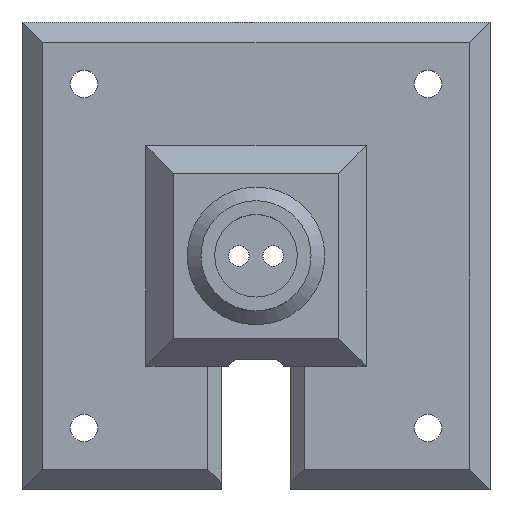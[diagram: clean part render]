
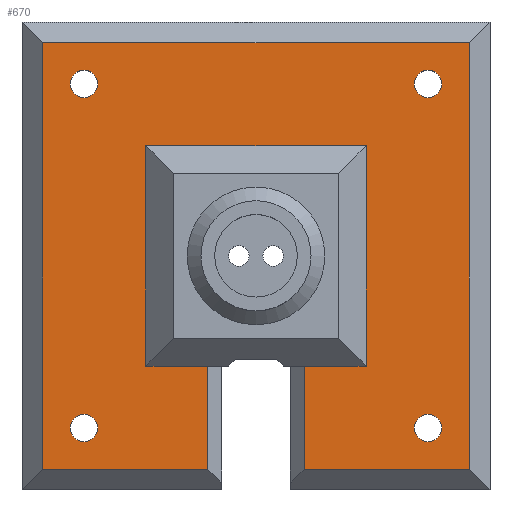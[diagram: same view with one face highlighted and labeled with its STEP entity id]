
A CAD part, top view. The second image highlights one B-rep face of the part: STEP entity #670.
In plain terms, the highlighted planar face has unit normal (0, 0, 1).
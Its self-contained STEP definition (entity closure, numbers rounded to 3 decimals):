
#27=FACE_BOUND('',#122,.T.);
#28=FACE_BOUND('',#123,.T.);
#29=FACE_BOUND('',#124,.T.);
#30=FACE_BOUND('',#125,.T.);
#53=CIRCLE('',#714,1.);
#54=CIRCLE('',#715,1.);
#55=CIRCLE('',#716,1.);
#56=CIRCLE('',#717,1.);
#84=FACE_OUTER_BOUND('',#121,.T.);
#121=EDGE_LOOP('',(#543,#544,#545,#546,#547,#548,#549,#550,#551,#552,#553,
#554));
#122=EDGE_LOOP('',(#555));
#123=EDGE_LOOP('',(#556));
#124=EDGE_LOOP('',(#557));
#125=EDGE_LOOP('',(#558));
#181=LINE('',#977,#251);
#186=LINE('',#987,#256);
#190=LINE('',#995,#260);
#192=LINE('',#998,#262);
#194=LINE('',#1001,#264);
#212=LINE('',#1039,#282);
#215=LINE('',#1044,#285);
#216=LINE('',#1047,#286);
#217=LINE('',#1049,#287);
#218=LINE('',#1051,#288);
#219=LINE('',#1053,#289);
#220=LINE('',#1054,#290);
#251=VECTOR('',#783,16.);
#256=VECTOR('',#790,4.5);
#260=VECTOR('',#794,4.5);
#262=VECTOR('',#798,16.);
#264=VECTOR('',#802,16.);
#282=VECTOR('',#840,7.5);
#285=VECTOR('',#845,7.5);
#286=VECTOR('',#848,12.);
#287=VECTOR('',#849,31.);
#288=VECTOR('',#850,31.);
#289=VECTOR('',#851,31.);
#290=VECTOR('',#852,12.);
#320=VERTEX_POINT('',#975);
#321=VERTEX_POINT('',#976);
#324=VERTEX_POINT('',#984);
#325=VERTEX_POINT('',#986);
#328=VERTEX_POINT('',#992);
#329=VERTEX_POINT('',#994);
#339=VERTEX_POINT('',#1037);
#340=VERTEX_POINT('',#1042);
#341=VERTEX_POINT('',#1046);
#342=VERTEX_POINT('',#1048);
#343=VERTEX_POINT('',#1050);
#344=VERTEX_POINT('',#1052);
#345=VERTEX_POINT('',#1055);
#346=VERTEX_POINT('',#1057);
#347=VERTEX_POINT('',#1059);
#348=VERTEX_POINT('',#1061);
#386=EDGE_CURVE('',#320,#321,#181,.T.);
#391=EDGE_CURVE('',#324,#325,#186,.T.);
#395=EDGE_CURVE('',#328,#329,#190,.T.);
#397=EDGE_CURVE('',#325,#320,#192,.T.);
#399=EDGE_CURVE('',#321,#328,#194,.T.);
#418=EDGE_CURVE('',#339,#324,#212,.T.);
#421=EDGE_CURVE('',#329,#340,#215,.T.);
#422=EDGE_CURVE('',#341,#339,#216,.T.);
#423=EDGE_CURVE('',#342,#341,#217,.T.);
#424=EDGE_CURVE('',#343,#342,#218,.T.);
#425=EDGE_CURVE('',#344,#343,#219,.T.);
#426=EDGE_CURVE('',#340,#344,#220,.T.);
#427=EDGE_CURVE('',#345,#345,#53,.T.);
#428=EDGE_CURVE('',#346,#346,#54,.T.);
#429=EDGE_CURVE('',#347,#347,#55,.T.);
#430=EDGE_CURVE('',#348,#348,#56,.T.);
#543=ORIENTED_EDGE('',*,*,#418,.F.);
#544=ORIENTED_EDGE('',*,*,#422,.F.);
#545=ORIENTED_EDGE('',*,*,#423,.F.);
#546=ORIENTED_EDGE('',*,*,#424,.F.);
#547=ORIENTED_EDGE('',*,*,#425,.F.);
#548=ORIENTED_EDGE('',*,*,#426,.F.);
#549=ORIENTED_EDGE('',*,*,#421,.F.);
#550=ORIENTED_EDGE('',*,*,#395,.F.);
#551=ORIENTED_EDGE('',*,*,#399,.F.);
#552=ORIENTED_EDGE('',*,*,#386,.F.);
#553=ORIENTED_EDGE('',*,*,#397,.F.);
#554=ORIENTED_EDGE('',*,*,#391,.F.);
#555=ORIENTED_EDGE('',*,*,#427,.T.);
#556=ORIENTED_EDGE('',*,*,#428,.T.);
#557=ORIENTED_EDGE('',*,*,#429,.T.);
#558=ORIENTED_EDGE('',*,*,#430,.T.);
#642=PLANE('',#713);
#670=ADVANCED_FACE('',(#84,#27,#28,#29,#30),#642,.T.);
#713=AXIS2_PLACEMENT_3D('',#1045,#846,#847);
#714=AXIS2_PLACEMENT_3D('',#1056,#853,#854);
#715=AXIS2_PLACEMENT_3D('',#1058,#855,#856);
#716=AXIS2_PLACEMENT_3D('',#1060,#857,#858);
#717=AXIS2_PLACEMENT_3D('',#1062,#859,#860);
#783=DIRECTION('',(-1.,0.,0.));
#790=DIRECTION('',(1.,0.,0.));
#794=DIRECTION('',(1.,0.,0.));
#798=DIRECTION('',(0.,1.,0.));
#802=DIRECTION('',(0.,-1.,0.));
#840=DIRECTION('',(0.,1.,0.));
#845=DIRECTION('',(0.,-1.,0.));
#846=DIRECTION('center_axis',(0.,0.,
1.));
#847=DIRECTION('ref_axis',(1.,0.,0.));
#848=DIRECTION('',(-1.,0.,0.));
#849=DIRECTION('',(0.,-1.,0.));
#850=DIRECTION('',(1.,0.,0.));
#851=DIRECTION('',(0.,1.,0.));
#852=DIRECTION('',(-1.,0.,0.));
#853=DIRECTION('center_axis',(0.,0.,
-1.));
#854=DIRECTION('ref_axis',(-1.,0.,0.));
#855=DIRECTION('center_axis',(0.,0.,
-1.));
#856=DIRECTION('ref_axis',(-1.,0.,0.));
#857=DIRECTION('center_axis',(0.,0.,
-1.));
#858=DIRECTION('ref_axis',(-1.,0.,0.));
#859=DIRECTION('center_axis',(0.,0.,
-1.));
#860=DIRECTION('ref_axis',(-1.,0.,0.));
#975=CARTESIAN_POINT('',(8.,8.,-2.));
#976=CARTESIAN_POINT('',(-8.,8.,-2.));
#977=CARTESIAN_POINT('',(-8.,8.,-2.));
#984=CARTESIAN_POINT('',(3.5,-8.,-2.));
#986=CARTESIAN_POINT('',(8.,-8.,-2.));
#987=CARTESIAN_POINT('',(8.,-8.,-2.));
#992=CARTESIAN_POINT('',(-8.,-8.,-2.));
#994=CARTESIAN_POINT('',(-3.5,-8.,-2.));
#995=CARTESIAN_POINT('',(8.,-8.,-2.));
#998=CARTESIAN_POINT('',(8.,8.,-2.));
#1001=CARTESIAN_POINT('',(-8.,-8.,-2.));
#1037=CARTESIAN_POINT('',(3.5,-15.5,-2.));
#1039=CARTESIAN_POINT('',(3.5,-9.25,-2.));
#1042=CARTESIAN_POINT('',(-3.5,-15.5,-2.));
#1044=CARTESIAN_POINT('',(-3.5,-9.25,-2.));
#1045=CARTESIAN_POINT('Origin',(0.,0.,-2.));
#1046=CARTESIAN_POINT('',(15.5,-15.5,-2.));
#1047=CARTESIAN_POINT('',(-8.5,-15.5,-2.));
#1048=CARTESIAN_POINT('',(15.5,15.5,-2.));
#1049=CARTESIAN_POINT('',(15.5,-8.5,-2.));
#1050=CARTESIAN_POINT('',(-15.5,15.5,-2.));
#1051=CARTESIAN_POINT('',(8.5,15.5,-2.));
#1052=CARTESIAN_POINT('',(-15.5,-15.5,-2.));
#1053=CARTESIAN_POINT('',(-15.5,8.5,-2.));
#1054=CARTESIAN_POINT('',(-8.5,-15.5,-2.));
#1055=CARTESIAN_POINT('',(-11.5,12.5,-2.));
#1056=CARTESIAN_POINT('Origin',(-12.5,12.5,-2.));
#1057=CARTESIAN_POINT('',(13.5,12.5,-2.));
#1058=CARTESIAN_POINT('Origin',(12.5,12.5,-2.));
#1059=CARTESIAN_POINT('',(13.5,-12.5,-2.));
#1060=CARTESIAN_POINT('Origin',(12.5,-12.5,-2.));
#1061=CARTESIAN_POINT('',(-11.5,-12.5,-2.));
#1062=CARTESIAN_POINT('Origin',(-12.5,-12.5,-2.));
